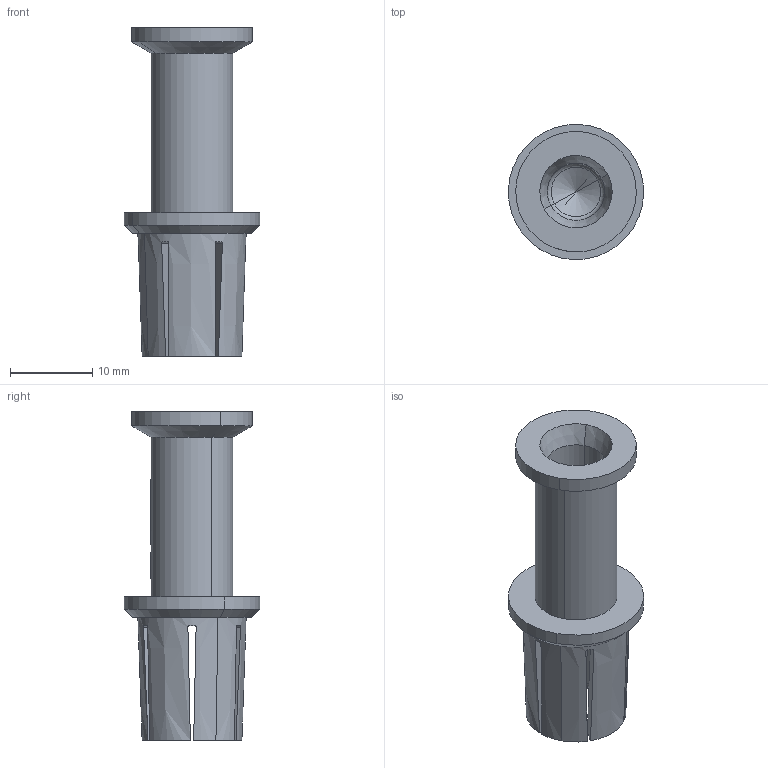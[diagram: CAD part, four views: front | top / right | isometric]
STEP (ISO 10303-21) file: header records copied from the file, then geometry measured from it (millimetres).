
FILE_DESCRIPTION(('CATIA V5 STEP','CAx-IF Rec.Pracs.--- Model Styling and Organization---1.2---2011-12-15'),'2;1');
FILE_NAME ('13284978_2', '2018-07-10T07:20:42+00:00', ('none'), ('Weidmueller'), 'CATIA Version 5-6 Release 2014 SP4 HF52', 'CATIA V5 STEP AP214', 'none');
FILE_SCHEMA(('AUTOMOTIVE_DESIGN { 1 0 10303 214 1 1 1 1 }'));
Length unit declared in the file: millimetre
Products named in the file (1): 2514820000
Bounding box: 16.5 x 16.5 x 40.1 mm (x, y, z)
Volume: 2357.7 mm3; surface area: 2989.7 mm2
Topology: 1 solids, 1 shells, 75 faces, 196 edges, 122 vertices
Faces by surface type: cone 22, cylinder 22, plane 21, torus 10
Entity records: 2568 total; most frequent: CARTESIAN_POINT 1058, ORIENTED_EDGE 384, EDGE_CURVE 192, DIRECTION 178, VERTEX_POINT 122, AXIS2_PLACEMENT_3D 98, EDGE_LOOP 80, B_SPLINE_CURVE_WITH_KNOTS 76
